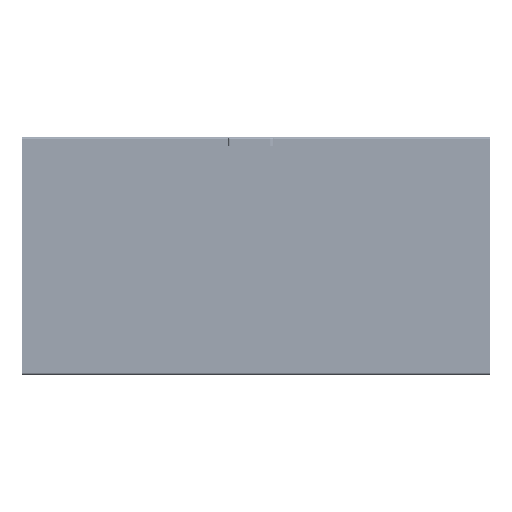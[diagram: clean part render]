
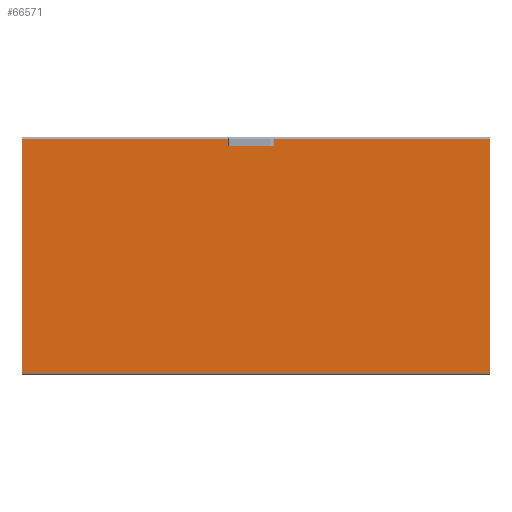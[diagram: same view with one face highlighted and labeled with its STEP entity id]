
A CAD part, top view. The second image highlights one B-rep face of the part: STEP entity #66571.
In plain terms, the highlighted planar face has unit normal (0, 0, 1).
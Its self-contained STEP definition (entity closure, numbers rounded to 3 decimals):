
#412 = DIRECTION ( 'NONE',  ( -1., 0., 0. ) ) ;
#417 = CARTESIAN_POINT ( 'NONE',  ( 975.49, 487.5, 2. ) ) ;
#624 = DIRECTION ( 'NONE',  ( 0., 1., 0. ) ) ;
#629 = CARTESIAN_POINT ( 'NONE',  ( 975.49, -495., 2. ) ) ;
#1215 = DIRECTION ( 'NONE',  ( 0., -1., 0. ) ) ;
#1220 = CARTESIAN_POINT ( 'NONE',  ( -975.49, 495., 2. ) ) ;
#1328 = DIRECTION ( 'NONE',  ( -1., 0., 0. ) ) ;
#1334 = CARTESIAN_POINT ( 'NONE',  ( 975.49, 487.5, 2. ) ) ;
#1664 = DIRECTION ( 'NONE',  ( 1., 0., 0. ) ) ;
#1761 = CARTESIAN_POINT ( 'NONE',  ( -975.49, -487.5, 2. ) ) ;
#1881 = DIRECTION ( 'NONE',  ( 1., 0., 0. ) ) ;
#1888 = DIRECTION ( 'NONE',  ( 0., 0., 1. ) ) ;
#1916 = DIRECTION ( 'NONE',  ( -1., 0., 0. ) ) ;
#1925 = DIRECTION ( 'NONE',  ( 0., 0., 1. ) ) ;
#1957 = CARTESIAN_POINT ( 'NONE',  ( 26., 475.5, 2. ) ) ;
#1976 = CARTESIAN_POINT ( 'NONE',  ( -26., 475.5, 2. ) ) ;
#1981 = DIRECTION ( 'NONE',  ( -1., 0., 0. ) ) ;
#1989 = CARTESIAN_POINT ( 'NONE',  ( 37.662, 480., 2. ) ) ;
#2043 = DIRECTION ( 'NONE',  ( -1., 0., 0. ) ) ;
#2050 = DIRECTION ( 'NONE',  ( 0., 0., 1. ) ) ;
#2263 = CARTESIAN_POINT ( 'NONE',  ( 26., 475.5, 2. ) ) ;
#2318 = DIRECTION ( 'NONE',  ( -1., 0., 0. ) ) ;
#2323 = DIRECTION ( 'NONE',  ( 0., 0., 1. ) ) ;
#2351 = DIRECTION ( 'NONE',  ( 1., 0., 0. ) ) ;
#2357 = CARTESIAN_POINT ( 'NONE',  ( -14.338, 471., 2. ) ) ;
#2375 = DIRECTION ( 'NONE',  ( 1., 0., 0. ) ) ;
#2383 = CARTESIAN_POINT ( 'NONE',  ( 37.662, 471., 2. ) ) ;
#2563 = CARTESIAN_POINT ( 'NONE',  ( 54.3, 475.5, 2. ) ) ;
#2947 = DIRECTION ( 'NONE',  ( 1., 0., 0. ) ) ;
#2953 = DIRECTION ( 'NONE',  ( 0., 0., 1. ) ) ;
#2973 = DIRECTION ( 'NONE',  ( 1., 0., 0. ) ) ;
#2978 = CARTESIAN_POINT ( 'NONE',  ( -37.662, 471., 2. ) ) ;
#2987 = DIRECTION ( 'NONE',  ( 1., 0., 0. ) ) ;
#2993 = DIRECTION ( 'NONE',  ( 0., 0., 1. ) ) ;
#3012 = DIRECTION ( 'NONE',  ( -1., 0., 0. ) ) ;
#3015 = CARTESIAN_POINT ( 'NONE',  ( -37.662, 480., 2. ) ) ;
#3044 = CARTESIAN_POINT ( 'NONE',  ( -26., 475.5, 2. ) ) ;
#3109 = CARTESIAN_POINT ( 'NONE',  ( -54.3, 475.5, 2. ) ) ;
#5110 = DIRECTION ( 'NONE',  ( -1., 0., 0. ) ) ;
#5121 = DIRECTION ( 'NONE',  ( 0., 0., 1. ) ) ;
#5150 = CARTESIAN_POINT ( 'NONE',  ( 54.3, 475.5, 2. ) ) ;
#6296 = AXIS2_PLACEMENT_3D ( 'NONE', #1957, #1925, #1916 ) ;
#6317 = AXIS2_PLACEMENT_3D ( 'NONE', #1976, #1888, #1881 ) ;
#6324 = AXIS2_PLACEMENT_3D ( 'NONE', #2563, #2323, #2318 ) ;
#6367 = AXIS2_PLACEMENT_3D ( 'NONE', #2263, #2050, #2043 ) ;
#6411 = AXIS2_PLACEMENT_3D ( 'NONE', #3044, #2953, #2947 ) ;
#6421 = AXIS2_PLACEMENT_3D ( 'NONE', #3109, #2993, #2987 ) ;
#6988 = AXIS2_PLACEMENT_3D ( 'NONE', #5150, #5121, #5110 ) ;
#9433 = VERTEX_POINT ( 'NONE', #19614 ) ;
#9787 = VERTEX_POINT ( 'NONE', #18198 ) ;
#12662 = CARTESIAN_POINT ( 'NONE',  ( 37.662, 471., 2. ) ) ;
#12859 = CARTESIAN_POINT ( 'NONE',  ( 14.338, 471., 2. ) ) ;
#13478 = CARTESIAN_POINT ( 'NONE',  ( -29.5, 487.5, 2. ) ) ;
#13787 = CARTESIAN_POINT ( 'NONE',  ( -54.3, 471., 2. ) ) ;
#14352 = VERTEX_POINT ( 'NONE', #17942 ) ;
#14367 = VERTEX_POINT ( 'NONE', #17828 ) ;
#14407 = VERTEX_POINT ( 'NONE', #17575 ) ;
#14438 = VERTEX_POINT ( 'NONE', #17318 ) ;
#14543 = VERTEX_POINT ( 'NONE', #15600 ) ;
#14741 = VERTEX_POINT ( 'NONE', #12859 ) ;
#14780 = CARTESIAN_POINT ( 'NONE',  ( -37.662, 480., 2. ) ) ;
#15141 = VERTEX_POINT ( 'NONE', #13787 ) ;
#15214 = VERTEX_POINT ( 'NONE', #21167 ) ;
#15600 = CARTESIAN_POINT ( 'NONE',  ( 37.662, 480., 2. ) ) ;
#15958 = CARTESIAN_POINT ( 'NONE',  ( -14.338, 471., 2. ) ) ;
#16533 = VERTEX_POINT ( 'NONE', #12662 ) ;
#17018 = VERTEX_POINT ( 'NONE', #13478 ) ;
#17147 = VERTEX_POINT ( 'NONE', #14780 ) ;
#17318 = CARTESIAN_POINT ( 'NONE',  ( 975.49, 487.5, 2. ) ) ;
#17457 = VERTEX_POINT ( 'NONE', #19548 ) ;
#17477 = VERTEX_POINT ( 'NONE', #15958 ) ;
#17535 = VERTEX_POINT ( 'NONE', #21247 ) ;
#17575 = CARTESIAN_POINT ( 'NONE',  ( 54.3, 471., 2. ) ) ;
#17828 = CARTESIAN_POINT ( 'NONE',  ( 975.49, -487.5, 2. ) ) ;
#17942 = CARTESIAN_POINT ( 'NONE',  ( 58.8, 475.5, 2. ) ) ;
#17989 = VERTEX_POINT ( 'NONE', #19617 ) ;
#18198 = CARTESIAN_POINT ( 'NONE',  ( -37.662, 471., 2. ) ) ;
#19548 = CARTESIAN_POINT ( 'NONE',  ( 29.5, 487.5, 2. ) ) ;
#19614 = CARTESIAN_POINT ( 'NONE',  ( -54.3, 480., 2. ) ) ;
#19617 = CARTESIAN_POINT ( 'NONE',  ( 54.3, 480., 2. ) ) ;
#21167 = CARTESIAN_POINT ( 'NONE',  ( -975.49, -487.5, 2. ) ) ;
#21247 = CARTESIAN_POINT ( 'NONE',  ( -975.49, 487.5, 2. ) ) ;
#24264 = VECTOR ( 'NONE', #412, 1000. ) ;
#24267 = LINE ( 'NONE', #417, #24264 ) ;
#24330 = VECTOR ( 'NONE', #624, 1000. ) ;
#24333 = LINE ( 'NONE', #629, #24330 ) ;
#24478 = VECTOR ( 'NONE', #1215, 1000. ) ;
#24481 = LINE ( 'NONE', #1220, #24478 ) ;
#24510 = VECTOR ( 'NONE', #1328, 1000. ) ;
#24513 = LINE ( 'NONE', #1334, #24510 ) ;
#24599 = LINE ( 'NONE', #1761, #24617 ) ;
#24617 = VECTOR ( 'NONE', #1664, 1000. ) ;
#24637 = CIRCLE ( 'NONE', #6317, 12.5 ) ;
#24644 = CIRCLE ( 'NONE', #6296, 12.5 ) ;
#24660 = VECTOR ( 'NONE', #1981, 1000. ) ;
#24663 = LINE ( 'NONE', #1989, #24660 ) ;
#24671 = CIRCLE ( 'NONE', #6367, 12.5 ) ;
#24732 = CIRCLE ( 'NONE', #6324, 4.5 ) ;
#24742 = VECTOR ( 'NONE', #2351, 1000. ) ;
#24745 = LINE ( 'NONE', #2357, #24742 ) ;
#24748 = VECTOR ( 'NONE', #2375, 1000. ) ;
#24751 = LINE ( 'NONE', #2383, #24748 ) ;
#24848 = CIRCLE ( 'NONE', #6411, 12.5 ) ;
#24852 = CIRCLE ( 'NONE', #6421, 4.5 ) ;
#24856 = VECTOR ( 'NONE', #2973, 1000. ) ;
#24867 = VECTOR ( 'NONE', #3012, 1000. ) ;
#24868 = LINE ( 'NONE', #3015, #24867 ) ;
#24870 = LINE ( 'NONE', #2978, #24856 ) ;
#25108 = CIRCLE ( 'NONE', #6988, 4.5 ) ;
#47766 = ORIENTED_EDGE ( 'NONE', *, *, #55892, .F. ) ;
#47767 = ORIENTED_EDGE ( 'NONE', *, *, #55918, .T. ) ;
#47768 = ORIENTED_EDGE ( 'NONE', *, *, #55924, .T. ) ;
#47769 = ORIENTED_EDGE ( 'NONE', *, *, #55901, .T. ) ;
#47770 = ORIENTED_EDGE ( 'NONE', *, *, #55952, .T. ) ;
#47771 = ORIENTED_EDGE ( 'NONE', *, *, #55964, .T. ) ;
#47773 = ORIENTED_EDGE ( 'NONE', *, *, #55891, .F. ) ;
#47774 = ORIENTED_EDGE ( 'NONE', *, *, #55889, .F. ) ;
#47775 = ORIENTED_EDGE ( 'NONE', *, *, #55765, .F. ) ;
#47776 = ORIENTED_EDGE ( 'NONE', *, *, #55875, .F. ) ;
#47777 = ORIENTED_EDGE ( 'NONE', *, *, #55873, .F. ) ;
#47778 = ORIENTED_EDGE ( 'NONE', *, *, #55886, .F. ) ;
#47779 = ORIENTED_EDGE ( 'NONE', *, *, #55874, .F. ) ;
#47780 = ORIENTED_EDGE ( 'NONE', *, *, #55846, .F. ) ;
#47781 = ORIENTED_EDGE ( 'NONE', *, *, #55845, .F. ) ;
#47782 = ORIENTED_EDGE ( 'NONE', *, *, #55844, .F. ) ;
#47783 = ORIENTED_EDGE ( 'NONE', *, *, #55843, .F. ) ;
#55765 = EDGE_CURVE ( 'NONE', #14352, #17989, #25108, .T. ) ;
#55843 = EDGE_CURVE ( 'NONE', #17147, #9433, #24868, .T. ) ;
#55844 = EDGE_CURVE ( 'NONE', #9433, #15141, #24852, .T. ) ;
#55845 = EDGE_CURVE ( 'NONE', #15141, #9787, #24870, .T. ) ;
#55846 = EDGE_CURVE ( 'NONE', #9787, #17477, #24848, .T. ) ;
#55873 = EDGE_CURVE ( 'NONE', #16533, #14407, #24751, .T. ) ;
#55874 = EDGE_CURVE ( 'NONE', #17477, #14741, #24745, .T. ) ;
#55875 = EDGE_CURVE ( 'NONE', #14407, #14352, #24732, .T. ) ;
#55886 = EDGE_CURVE ( 'NONE', #14741, #16533, #24671, .T. ) ;
#55889 = EDGE_CURVE ( 'NONE', #17989, #14543, #24663, .T. ) ;
#55891 = EDGE_CURVE ( 'NONE', #14543, #17457, #24644, .T. ) ;
#55892 = EDGE_CURVE ( 'NONE', #17018, #17147, #24637, .T. ) ;
#55901 = EDGE_CURVE ( 'NONE', #15214, #14367, #24599, .T. ) ;
#55918 = EDGE_CURVE ( 'NONE', #17018, #17535, #24513, .T. ) ;
#55924 = EDGE_CURVE ( 'NONE', #17535, #15214, #24481, .T. ) ;
#55952 = EDGE_CURVE ( 'NONE', #14367, #14438, #24333, .T. ) ;
#55964 = EDGE_CURVE ( 'NONE', #14438, #17457, #24267, .T. ) ;
#61132 = CARTESIAN_POINT ( 'NONE',  ( -975.5, -495., 2. ) ) ;
#61141 = PLANE ( 'NONE',  #88616 ) ;
#61147 = DIRECTION ( 'NONE',  ( 0., 0., 1. ) ) ;
#61149 = DIRECTION ( 'NONE',  ( 1., 0., 0. ) ) ;
#66571 = ADVANCED_FACE ( 'NONE', ( #85780 ), #61141, .T. ) ;
#78506 = EDGE_LOOP ( 'NONE', ( #47766, #47767, #47768, #47769, #47770, #47771, #47773, #47774, #47775, #47776, #47777, #47778, #47779, #47780, #47781, #47782, #47783 ) ) ;
#85780 = FACE_OUTER_BOUND ( 'NONE', #78506, .T. ) ;
#88616 = AXIS2_PLACEMENT_3D ( 'NONE', #61132, #61147, #61149 ) ;
